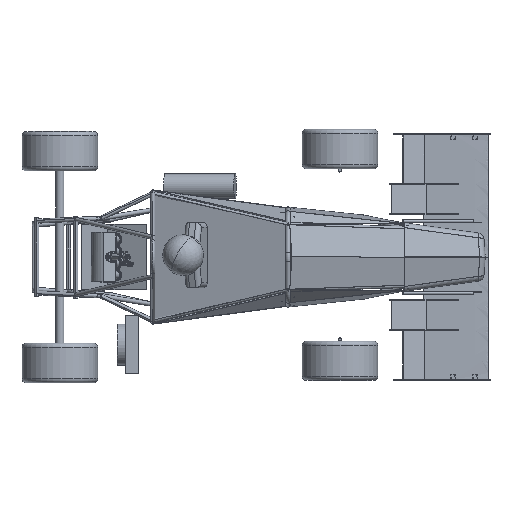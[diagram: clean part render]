
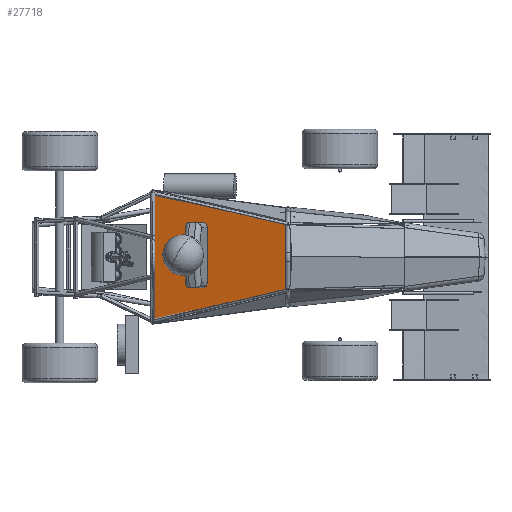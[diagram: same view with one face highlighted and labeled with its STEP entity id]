
A CAD part, top view. The second image highlights one B-rep face of the part: STEP entity #27718.
In plain terms, the highlighted planar face has unit normal (-0.309, 0, 0.951).
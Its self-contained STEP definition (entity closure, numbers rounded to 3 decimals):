
#27651=CARTESIAN_POINT('Vertex',(816.296,198.716,609.511)) ;
#27672=CARTESIAN_POINT('Vertex',(0.44,389.472,344.423)) ;
#27675=CARTESIAN_POINT('Line Origine',(408.368,294.094,476.967)) ;
#27688=CARTESIAN_POINT('Axis2P3D Location',(-124.002,0.,303.989)) ;
#27693=CARTESIAN_POINT('Line Origine',(0.44,0.,344.423)) ;
#27697=CARTESIAN_POINT('Vertex',(0.44,-389.472,344.423)) ;
#27700=CARTESIAN_POINT('Line Origine',(408.368,-294.094,476.967)) ;
#27704=CARTESIAN_POINT('Vertex',(816.296,-198.716,609.511)) ;
#27707=CARTESIAN_POINT('Line Origine',(816.296,0.,609.511)) ;
#27676=DIRECTION('Vector Direction',(0.928,-0.217,0.302)) ;
#27689=DIRECTION('Axis2P3D Direction',(-0.309,0.,0.951)) ;
#27690=DIRECTION('Axis2P3D XDirection',(0.,-1.,0.)) ;
#27694=DIRECTION('Vector Direction',(0.,1.,0.)) ;
#27701=DIRECTION('Vector Direction',(-0.928,-0.217,-0.302)) ;
#27708=DIRECTION('Vector Direction',(0.,-1.,0.)) ;
#27691=AXIS2_PLACEMENT_3D('Plane Axis2P3D',#27688,#27689,#27690) ;
#27713=ORIENTED_EDGE('',*,*,#27679,.T.) ;
#27714=ORIENTED_EDGE('',*,*,#27699,.T.) ;
#27715=ORIENTED_EDGE('',*,*,#27706,.T.) ;
#27716=ORIENTED_EDGE('',*,*,#27711,.T.) ;
#27677=VECTOR('Line Direction',#27676,1.) ;
#27695=VECTOR('Line Direction',#27694,1.) ;
#27702=VECTOR('Line Direction',#27701,1.) ;
#27709=VECTOR('Line Direction',#27708,1.) ;
#27718=ADVANCED_FACE('',(#27717),#27692,.T.) ;
#27679=EDGE_CURVE('',#27652,#27673,#27678,.F.) ;
#27699=EDGE_CURVE('',#27673,#27698,#27696,.F.) ;
#27706=EDGE_CURVE('',#27698,#27705,#27703,.F.) ;
#27711=EDGE_CURVE('',#27705,#27652,#27710,.F.) ;
#27712=EDGE_LOOP('',(#27713,#27714,#27715,#27716)) ;
#27717=FACE_OUTER_BOUND('',#27712,.T.) ;
#27678=LINE('Line',#27675,#27677) ;
#27696=LINE('Line',#27693,#27695) ;
#27703=LINE('Line',#27700,#27702) ;
#27710=LINE('Line',#27707,#27709) ;
#27692=PLANE('Plane',#27691) ;
#27652=VERTEX_POINT('',#27651) ;
#27673=VERTEX_POINT('',#27672) ;
#27698=VERTEX_POINT('',#27697) ;
#27705=VERTEX_POINT('',#27704) ;
